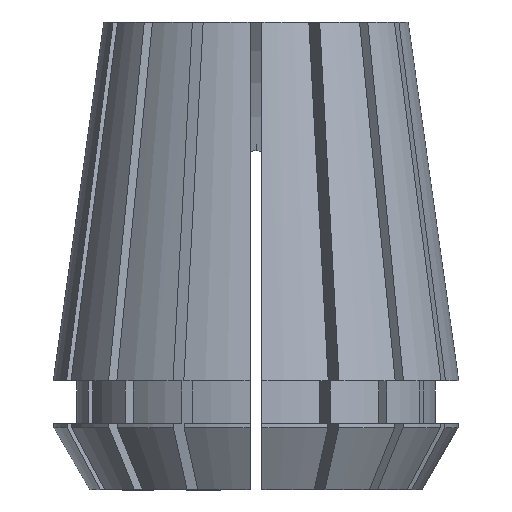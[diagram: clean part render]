
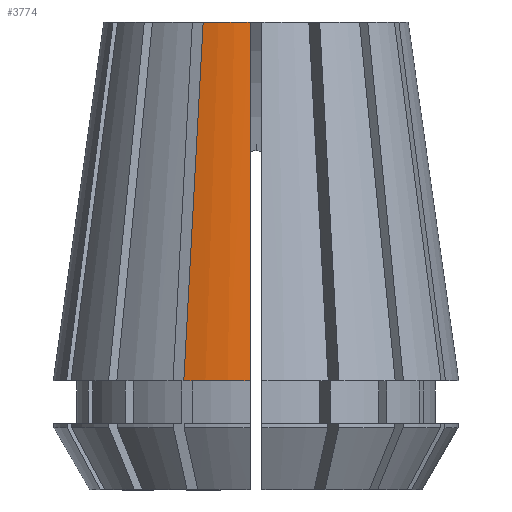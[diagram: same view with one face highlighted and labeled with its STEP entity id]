
A CAD part, left-side view. The second image highlights one B-rep face of the part: STEP entity #3774.
In plain terms, the highlighted conical face has half-angle 8 degrees and reference radius 25.998 mm.
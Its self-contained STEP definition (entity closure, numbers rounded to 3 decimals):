
#71 = CARTESIAN_POINT ( 'NONE',  ( -19.519, 0.75, 0. ) ) ;
#224 = CARTESIAN_POINT ( 'NONE',  ( 0., 0., 0. ) ) ;
#550 = CARTESIAN_POINT ( 'NONE',  ( -25.987, 0.75, -46. ) ) ;
#622 = AXIS2_PLACEMENT_3D ( 'NONE', #224, #4252, #4280 ) ;
#623 = EDGE_LOOP ( 'NONE', ( #3942, #1938, #1371, #3672 ) ) ;
#888 = CARTESIAN_POINT ( 'NONE',  ( -22.304, 8.427, -30.667 ) ) ;
#948 = AXIS2_PLACEMENT_3D ( 'NONE', #2563, #4338, #5265 ) ;
#1024 = EDGE_CURVE ( 'NONE', #4509, #1026, #3617, .T. ) ;
#1026 = VERTEX_POINT ( 'NONE', #5795 ) ;
#1069 = FACE_OUTER_BOUND ( 'NONE', #623, .T. ) ;
#1236 = DIRECTION ( 'NONE',  ( 0., 0., -1. ) ) ;
#1371 = ORIENTED_EDGE ( 'NONE', *, *, #2411, .T. ) ;
#1555 = CIRCLE ( 'NONE', #948, 25.998 ) ;
#1643 = CARTESIAN_POINT ( 'NONE',  ( -19.519, 0.75, 0. ) ) ;
#1938 = ORIENTED_EDGE ( 'NONE', *, *, #3010, .T. ) ;
#2411 = EDGE_CURVE ( 'NONE', #4523, #3262, #5458, .T. ) ;
#2563 = CARTESIAN_POINT ( 'NONE',  ( 0., 0., -46. ) ) ;
#2599 = CARTESIAN_POINT ( 'NONE',  ( -24.296, 9.252, -46. ) ) ;
#2949 = EDGE_CURVE ( 'NONE', #1026, #3262, #4407, .T. ) ;
#3010 = EDGE_CURVE ( 'NONE', #4509, #4523, #1555, .T. ) ;
#3204 = CARTESIAN_POINT ( 'NONE',  ( -24.296, 9.252, -46. ) ) ;
#3262 = VERTEX_POINT ( 'NONE', #71 ) ;
#3430 = DIRECTION ( 'NONE',  ( -1., 0., 0. ) ) ;
#3617 = B_SPLINE_CURVE_WITH_KNOTS ( 'NONE', 3,
 ( #2599, #888, #5733, #3980 ),
 .UNSPECIFIED., .F., .F.,
 ( 4, 4 ),
 ( 0., 0.046 ),
 .UNSPECIFIED. ) ;
#3672 = ORIENTED_EDGE ( 'NONE', *, *, #2949, .F. ) ;
#3774 = ADVANCED_FACE ( 'NONE', ( #1069 ), #4468, .T. ) ;
#3861 = CARTESIAN_POINT ( 'NONE',  ( -23.831, 0.75, -30.667 ) ) ;
#3900 = CARTESIAN_POINT ( 'NONE',  ( -25.987, 0.75, -46. ) ) ;
#3942 = ORIENTED_EDGE ( 'NONE', *, *, #1024, .F. ) ;
#3980 = CARTESIAN_POINT ( 'NONE',  ( -18.32, 6.777, 0. ) ) ;
#4252 = DIRECTION ( 'NONE',  ( 0., 0., 1. ) ) ;
#4280 = DIRECTION ( 'NONE',  ( 1., 0., 0. ) ) ;
#4328 = CARTESIAN_POINT ( 'NONE',  ( -21.675, 0.75, -15.333 ) ) ;
#4338 = DIRECTION ( 'NONE',  ( 0., 0., 1. ) ) ;
#4407 = CIRCLE ( 'NONE', #622, 19.533 ) ;
#4468 = CONICAL_SURFACE ( 'NONE', #5354, 25.998, 0.14 ) ;
#4509 = VERTEX_POINT ( 'NONE', #3204 ) ;
#4523 = VERTEX_POINT ( 'NONE', #550 ) ;
#4747 = CARTESIAN_POINT ( 'NONE',  ( 0., 0., -46. ) ) ;
#5265 = DIRECTION ( 'NONE',  ( 1., 0., 0. ) ) ;
#5354 = AXIS2_PLACEMENT_3D ( 'NONE', #4747, #1236, #3430 ) ;
#5458 = B_SPLINE_CURVE_WITH_KNOTS ( 'NONE', 3,
 ( #3900, #3861, #4328, #1643 ),
 .UNSPECIFIED., .F., .F.,
 ( 4, 4 ),
 ( 0.038, 0.084 ),
 .UNSPECIFIED. ) ;
#5733 = CARTESIAN_POINT ( 'NONE',  ( -20.312, 7.602, -15.333 ) ) ;
#5795 = CARTESIAN_POINT ( 'NONE',  ( -18.32, 6.777, 0. ) ) ;
